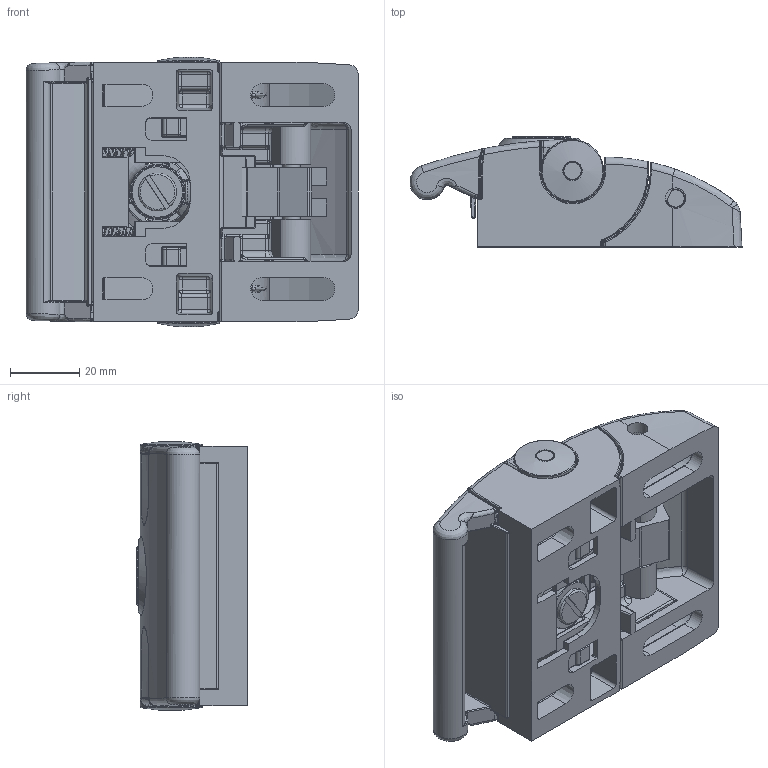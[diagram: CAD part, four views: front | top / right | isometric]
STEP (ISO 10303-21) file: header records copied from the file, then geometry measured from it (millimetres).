
FILE_DESCRIPTION(/* description */ (''),/* implementation_level */ '2;1');
FILE_NAME(/* name */ '13730_Fallenverschluss_Schiebetüren_verschiedenschl_von_vorne_anschraubbar_2.stp',/* time_stamp */ '2018-02-07T15:57:18+01:00',/* author */ ('kostic'),/* organization */ (''),/* preprocessor_version */ 'ST-DEVELOPER v16.1',/* originating_system */ 'Autodesk Inventor 2016',/* authorisation */ '');
FILE_SCHEMA (('AUTOMOTIVE_DESIGN { 1 0 10303 214 3 1 1 }'));
Products named in the file (14): 13730_Hebel; 13730_Abdeckung_Hebel; 13730_Gehaeuse_feste_Seite; 13730_Abdeckung_feste_Seite; 13730_Feder; 13730_Schlossteil; 13730_Gehaeuse; 13730_Schieber; 13730_Bolzen; 13730_Schloss; 13730_Schraube; 13730_Schnapper; 13730_Bolzen_2; 13730_Fallenverschluss_Schiebetüren_verschiedenschl_von_vorne_ans
chraubbar
Assembly tree (17 placements, depth 2):
  13730_Fallenverschluss_Schiebetüren_verschiedenschl_von_vorne_ans
chraubbar
    13730_Hebel
    13730_Abdeckung_Hebel  x2
    13730_Gehaeuse_feste_Seite
    13730_Abdeckung_feste_Seite  x2
    13730_Feder  x2
    13730_Schlossteil
    13730_Gehaeuse
    13730_Schieber
    13730_Bolzen  x2
    13730_Schloss
    13730_Schraube
    13730_Schnapper
    13730_Bolzen_2
Bounding box: 96 x 31.97 x 77.81 mm (x, y, z)
Volume: 82443.4 mm3; surface area: 65890.8 mm2
Topology: 17 solids, 17 shells, 3351 faces, 8595 edges, 5014 vertices
Faces by surface type: plane 1177, cylinder 1084, bspline 651, torus 246, sphere 175, cone 18
Full cylindrical faces by diameter (mm): 1.7 x2, 4.5 x1, 5 x14, 5.474 x1, 5.5 x1, 6 x2, 11 x1, 11.9 x1, 13 x1, 15 x1, 16 x1, 17 x1, 18 x2
Entity records: 117131 total; most frequent: CARTESIAN_POINT 46412, ORIENTED_EDGE 14666, DIRECTION 14157, EDGE_CURVE 7333, AXIS2_PLACEMENT_3D 5461, VERTEX_POINT 4401, LINE 3235, VECTOR 3235
